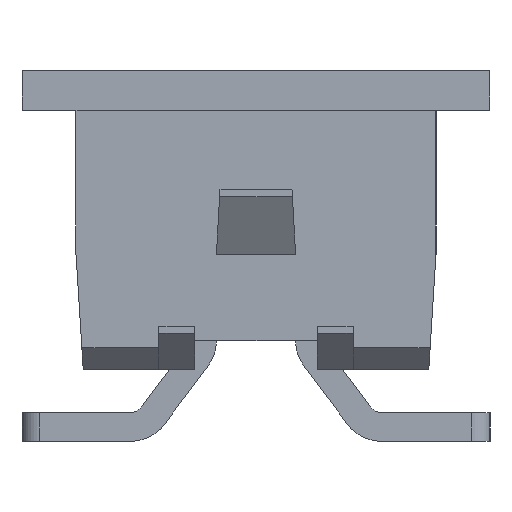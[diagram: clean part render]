
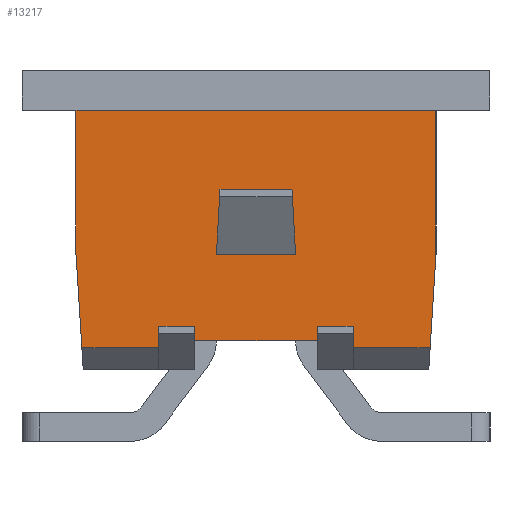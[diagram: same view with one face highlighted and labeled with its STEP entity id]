
A CAD part, front view. The second image highlights one B-rep face of the part: STEP entity #13217.
In plain terms, the highlighted face is planar.
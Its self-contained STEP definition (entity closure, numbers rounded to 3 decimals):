
#1168=ORIENTED_EDGE('',*,*,#3463,.T.);
#1169=ORIENTED_EDGE('',*,*,#3471,.T.);
#1170=ORIENTED_EDGE('',*,*,#3525,.F.);
#1171=ORIENTED_EDGE('',*,*,#3638,.T.);
#1172=ORIENTED_EDGE('',*,*,#3529,.F.);
#1173=ORIENTED_EDGE('',*,*,#3493,.F.);
#1174=ORIENTED_EDGE('',*,*,#3486,.T.);
#1175=ORIENTED_EDGE('',*,*,#3654,.T.);
#1176=ORIENTED_EDGE('',*,*,#3504,.F.);
#1177=ORIENTED_EDGE('',*,*,#3572,.F.);
#1178=ORIENTED_EDGE('',*,*,#3369,.F.);
#1179=ORIENTED_EDGE('',*,*,#3567,.T.);
#1180=ORIENTED_EDGE('',*,*,#3512,.T.);
#1181=ORIENTED_EDGE('',*,*,#3655,.T.);
#1182=ORIENTED_EDGE('',*,*,#3430,.T.);
#1183=ORIENTED_EDGE('',*,*,#3656,.T.);
#1184=ORIENTED_EDGE('',*,*,#3437,.F.);
#1185=ORIENTED_EDGE('',*,*,#3657,.F.);
#3369=EDGE_CURVE('',#4735,#4728,#5611,.T.);
#3430=EDGE_CURVE('',#4756,#4757,#5652,.T.);
#3437=EDGE_CURVE('',#4763,#4760,#5659,.T.);
#3463=EDGE_CURVE('',#4787,#4786,#5685,.T.);
#3471=EDGE_CURVE('',#4786,#4791,#5693,.T.);
#3486=EDGE_CURVE('',#4804,#4802,#5708,.T.);
#3493=EDGE_CURVE('',#4804,#4809,#5715,.T.);
#3504=EDGE_CURVE('',#4818,#4819,#5726,.T.);
#3512=EDGE_CURVE('',#4827,#4826,#5734,.T.);
#3525=EDGE_CURVE('',#4832,#4791,#5747,.T.);
#3529=EDGE_CURVE('',#4809,#4836,#5751,.T.);
#3567=EDGE_CURVE('',#4735,#4827,#5781,.T.);
#3572=EDGE_CURVE('',#4728,#4818,#5786,.T.);
#3638=EDGE_CURVE('',#4832,#4836,#5852,.T.);
#3654=EDGE_CURVE('',#4802,#4819,#5868,.T.);
#3655=EDGE_CURVE('',#4826,#4787,#5869,.T.);
#3656=EDGE_CURVE('',#4757,#4760,#5870,.T.);
#3657=EDGE_CURVE('',#4756,#4763,#5871,.T.);
#4728=VERTEX_POINT('',#17625);
#4735=VERTEX_POINT('',#17638);
#4756=VERTEX_POINT('',#17752);
#4757=VERTEX_POINT('',#17753);
#4760=VERTEX_POINT('',#17761);
#4763=VERTEX_POINT('',#17766);
#4786=VERTEX_POINT('',#17822);
#4787=VERTEX_POINT('',#17824);
#4791=VERTEX_POINT('',#17838);
#4802=VERTEX_POINT('',#17869);
#4804=VERTEX_POINT('',#17872);
#4809=VERTEX_POINT('',#17883);
#4818=VERTEX_POINT('',#17907);
#4819=VERTEX_POINT('',#17909);
#4826=VERTEX_POINT('',#17924);
#4827=VERTEX_POINT('',#17926);
#4832=VERTEX_POINT('',#17947);
#4836=VERTEX_POINT('',#17957);
#5611=LINE('',#17639,#6709);
#5652=LINE('',#17751,#6750);
#5659=LINE('',#17767,#6757);
#5685=LINE('',#17823,#6783);
#5693=LINE('',#17839,#6791);
#5708=LINE('',#17871,#6806);
#5715=LINE('',#17885,#6813);
#5726=LINE('',#17908,#6824);
#5734=LINE('',#17925,#6832);
#5747=LINE('',#17949,#6845);
#5751=LINE('',#17956,#6849);
#5781=LINE('',#18028,#6879);
#5786=LINE('',#18036,#6884);
#5852=LINE('',#18153,#6950);
#5868=LINE('',#18171,#6966);
#5869=LINE('',#18173,#6967);
#5870=LINE('',#18175,#6968);
#5871=LINE('',#18176,#6969);
#6709=VECTOR('',#14781,1000.);
#6750=VECTOR('',#14924,1000.);
#6757=VECTOR('',#14933,1000.);
#6783=VECTOR('',#14973,1000.);
#6791=VECTOR('',#14987,1000.);
#6806=VECTOR('',#15012,1000.);
#6813=VECTOR('',#15021,1000.);
#6824=VECTOR('',#15038,1000.);
#6832=VECTOR('',#15048,1000.);
#6845=VECTOR('',#15069,1000.);
#6849=VECTOR('',#15075,1000.);
#6879=VECTOR('',#15157,1000.);
#6884=VECTOR('',#15168,1000.);
#6950=VECTOR('',#15240,1000.);
#6966=VECTOR('',#15260,1000.);
#6967=VECTOR('',#15263,1000.);
#6968=VECTOR('',#15266,1000.);
#6969=VECTOR('',#15267,1000.);
#7816=EDGE_LOOP('',(#1168,#1169,#1170,#1171,#1172,#1173,#1174,#1175,#1176,
#1177,#1178,#1179,#1180,#1181));
#7817=EDGE_LOOP('',(#1182,#1183,#1184,#1185));
#8414=FACE_BOUND('',#7816,.T.);
#8415=FACE_BOUND('',#7817,.T.);
#8961=PLANE('',#13848);
#13217=ADVANCED_FACE('',(#8414,#8415),#8961,.F.);
#13848=AXIS2_PLACEMENT_3D('',#18174,#15264,#15265);
#14781=DIRECTION('',(0.,-1.,0.));
#14924=DIRECTION('',(0.,-0.055,-0.998));
#14933=DIRECTION('',(0.,0.055,-0.998));
#14973=DIRECTION('',(0.,0.,1.));
#14987=DIRECTION('',(0.,-1.,0.));
#15012=DIRECTION('',(0.,0.,-1.));
#15021=DIRECTION('',(0.,1.,0.));
#15038=DIRECTION('',(0.,0.062,-0.998));
#15048=DIRECTION('',(0.,-0.062,-0.998));
#15069=DIRECTION('',(0.,0.,1.));
#15075=DIRECTION('',(0.,0.,-1.));
#15157=DIRECTION('',(0.,0.,-1.));
#15168=DIRECTION('',(0.,0.,-1.));
#15240=DIRECTION('',(0.,-1.,0.));
#15260=DIRECTION('',(0.,-1.,0.));
#15263=DIRECTION('',(0.,-1.,0.));
#15264=DIRECTION('',(1.,0.,0.));
#15265=DIRECTION('',(0.,0.,-1.));
#15266=DIRECTION('',(0.,1.,0.));
#15267=DIRECTION('',(0.,1.,0.));
#17625=CARTESIAN_POINT('',(-8.635,-2.5,3.6));
#17638=CARTESIAN_POINT('',(-8.635,2.5,3.6));
#17639=CARTESIAN_POINT('',(-8.635,2.5,3.6));
#17751=CARTESIAN_POINT('',(-8.635,-0.5,2.5));
#17752=CARTESIAN_POINT('',(-8.635,-0.5,2.5));
#17753=CARTESIAN_POINT('',(-8.635,-0.55,1.6));
#17761=CARTESIAN_POINT('',(-8.635,0.55,1.6));
#17766=CARTESIAN_POINT('',(-8.635,0.5,2.5));
#17767=CARTESIAN_POINT('',(-8.635,0.5,2.5));
#17822=CARTESIAN_POINT('',(-8.635,1.35,0.6));
#17823=CARTESIAN_POINT('',(-8.635,1.35,0.3));
#17824=CARTESIAN_POINT('',(-8.635,1.35,0.3));
#17838=CARTESIAN_POINT('',(-8.635,0.85,0.6));
#17839=CARTESIAN_POINT('',(-8.635,1.35,0.6));
#17869=CARTESIAN_POINT('',(-8.635,-1.35,0.3));
#17871=CARTESIAN_POINT('',(-8.635,-1.35,0.6));
#17872=CARTESIAN_POINT('',(-8.635,-1.35,0.6));
#17883=CARTESIAN_POINT('',(-8.635,-0.85,0.6));
#17885=CARTESIAN_POINT('',(-8.635,-1.35,0.6));
#17907=CARTESIAN_POINT('',(-8.635,-2.5,1.6));
#17908=CARTESIAN_POINT('',(-8.635,-2.605,3.281));
#17909=CARTESIAN_POINT('',(-8.635,-2.419,0.3));
#17924=CARTESIAN_POINT('',(-8.635,2.419,0.3));
#17925=CARTESIAN_POINT('',(-8.635,2.625,3.592));
#17926=CARTESIAN_POINT('',(-8.635,2.5,1.6));
#17947=CARTESIAN_POINT('',(-8.635,0.85,0.4));
#17949=CARTESIAN_POINT('',(-8.635,0.85,0.3));
#17956=CARTESIAN_POINT('',(-8.635,-0.85,0.6));
#17957=CARTESIAN_POINT('',(-8.635,-0.85,0.4));
#18028=CARTESIAN_POINT('',(-8.635,2.5,3.6));
#18036=CARTESIAN_POINT('',(-8.635,-2.5,3.6));
#18153=CARTESIAN_POINT('',(-8.635,2.5,0.4));
#18171=CARTESIAN_POINT('',(-8.635,2.5,0.3));
#18173=CARTESIAN_POINT('',(-8.635,2.5,0.3));
#18174=CARTESIAN_POINT('',(-8.635,2.5,3.6));
#18175=CARTESIAN_POINT('',(-8.635,-0.55,1.6));
#18176=CARTESIAN_POINT('',(-8.635,-0.55,2.5));
